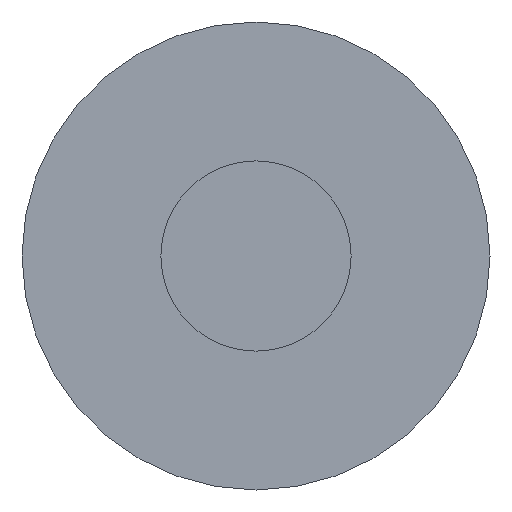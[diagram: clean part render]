
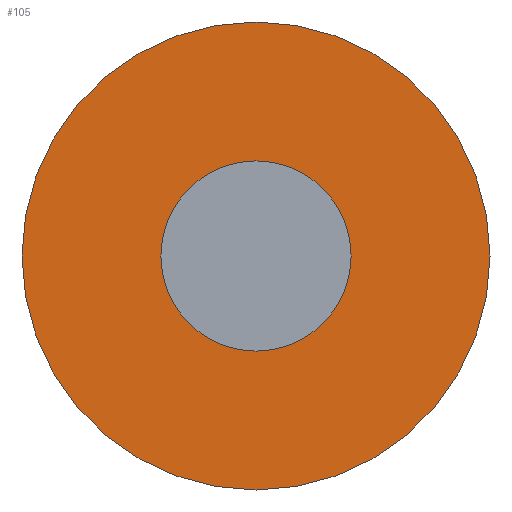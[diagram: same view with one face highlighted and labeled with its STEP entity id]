
A CAD part, front view. The second image highlights one B-rep face of the part: STEP entity #105.
In plain terms, the highlighted planar face has unit normal (0, -1, 0).
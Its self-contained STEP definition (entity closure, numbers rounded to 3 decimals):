
#15=FACE_BOUND('',#32,.T.);
#18=PLANE('',#141);
#25=FACE_OUTER_BOUND('',#31,.T.);
#31=EDGE_LOOP('',(#94,#95));
#32=EDGE_LOOP('',(#96,#97));
#41=CIRCLE('',#129,15.);
#42=CIRCLE('',#130,15.);
#47=CIRCLE('',#139,6.1);
#48=CIRCLE('',#140,6.1);
#51=VERTEX_POINT('',#185);
#52=VERTEX_POINT('',#187);
#57=VERTEX_POINT('',#203);
#58=VERTEX_POINT('',#205);
#62=EDGE_CURVE('',#51,#52,#41,.T.);
#63=EDGE_CURVE('',#52,#51,#42,.T.);
#70=EDGE_CURVE('',#58,#57,#47,.T.);
#71=EDGE_CURVE('',#57,#58,#48,.T.);
#94=ORIENTED_EDGE('',*,*,#63,.F.);
#95=ORIENTED_EDGE('',*,*,#62,.F.);
#96=ORIENTED_EDGE('',*,*,#70,.T.);
#97=ORIENTED_EDGE('',*,*,#71,.T.);
#105=ADVANCED_FACE('',(#25,#15),#18,.T.);
#129=AXIS2_PLACEMENT_3D('',#188,#151,#152);
#130=AXIS2_PLACEMENT_3D('',#189,#153,#154);
#139=AXIS2_PLACEMENT_3D('',#206,#173,#174);
#140=AXIS2_PLACEMENT_3D('',#207,#175,#176);
#141=AXIS2_PLACEMENT_3D('',#208,#177,#178);
#151=DIRECTION('center_axis',(0.,1.,0.));
#152=DIRECTION('ref_axis',(1.,0.,0.));
#153=DIRECTION('center_axis',(0.,1.,0.));
#154=DIRECTION('ref_axis',(1.,0.,0.));
#173=DIRECTION('center_axis',(0.,1.,0.));
#174=DIRECTION('ref_axis',(1.,0.,0.));
#175=DIRECTION('center_axis',(0.,1.,0.));
#176=DIRECTION('ref_axis',(1.,0.,0.));
#177=DIRECTION('center_axis',(0.,-1.,0.));
#178=DIRECTION('ref_axis',(0.,0.,-1.));
#185=CARTESIAN_POINT('',(15.,0.,0.));
#187=CARTESIAN_POINT('',(-15.,0.,0.));
#188=CARTESIAN_POINT('Origin',(0.,0.,0.));
#189=CARTESIAN_POINT('Origin',(0.,0.,0.));
#203=CARTESIAN_POINT('',(6.1,0.,0.));
#205=CARTESIAN_POINT('',(-6.1,0.,0.));
#206=CARTESIAN_POINT('Origin',(0.,0.,0.));
#207=CARTESIAN_POINT('Origin',(0.,0.,0.));
#208=CARTESIAN_POINT('Origin',(-15.,0.,0.));
